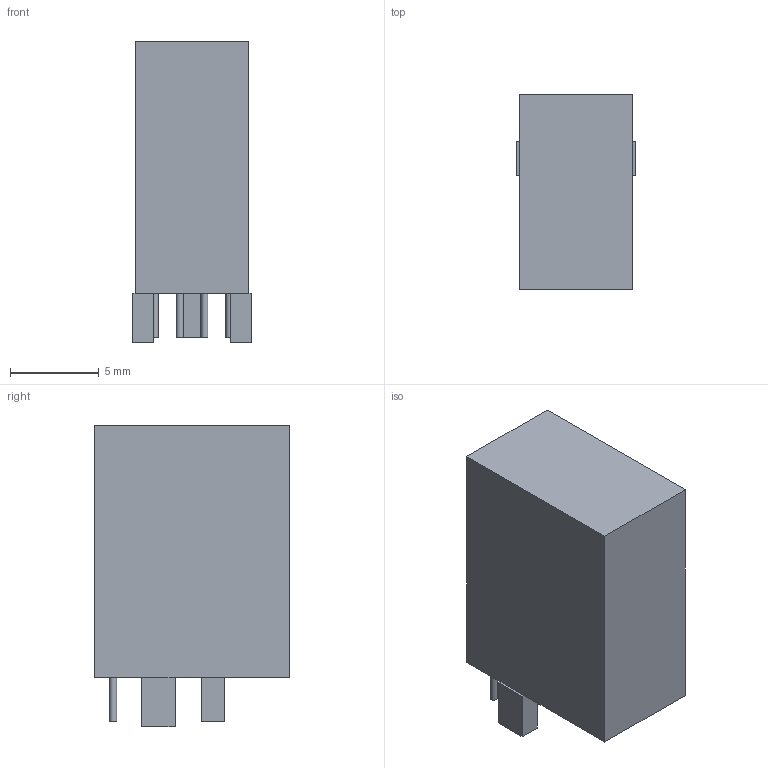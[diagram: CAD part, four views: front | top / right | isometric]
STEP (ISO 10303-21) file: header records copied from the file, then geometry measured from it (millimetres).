
FILE_DESCRIPTION(('FreeCAD Model'),'2;1');
FILE_NAME('USB-A-Upright.stp','2023-03-22T14:34:17',('Author'),(''), 'Open CASCADE STEP processor 7.4','FreeCAD','Unknown');
FILE_SCHEMA(('AUTOMOTIVE_DESIGN { 1 0 10303 214 1 1 1 1 }'));
Length unit declared in the file: millimetre
Products named in the file (1): USBA
Bounding box: 6.7 x 11 x 16.99 mm (x, y, z)
Volume: 1020 mm3; surface area: 695.7 mm2
Topology: 1 solids, 1 shells, 31 faces, 68 edges, 44 vertices
Faces by surface type: plane 27, cylinder 4
Full cylindrical faces by diameter (mm): 0.4 x4
Entity records: 1744 total; most frequent: CARTESIAN_POINT 280, DIRECTION 276, LINE 188, VECTOR 188, ORIENTED_EDGE 136, PCURVE 136, DEFINITIONAL_REPRESENTATION 136, EDGE_CURVE 68
